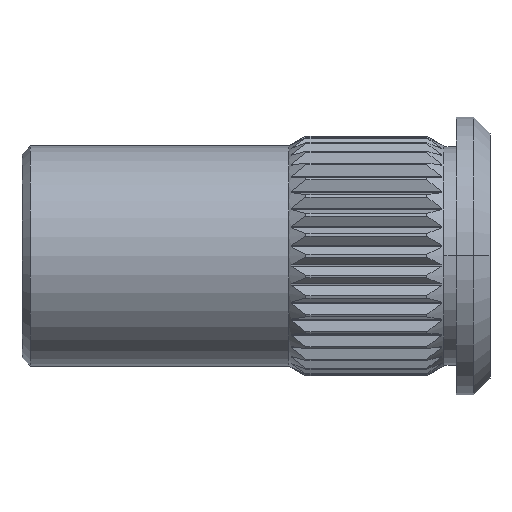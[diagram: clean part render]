
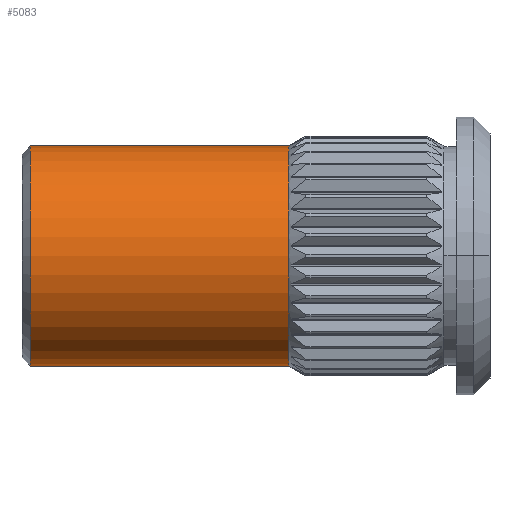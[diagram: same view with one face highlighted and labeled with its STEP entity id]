
A CAD part, top view. The second image highlights one B-rep face of the part: STEP entity #5083.
In plain terms, the highlighted cylindrical face has radius 3.34 mm (diameter 6.68 mm), a partial arc.
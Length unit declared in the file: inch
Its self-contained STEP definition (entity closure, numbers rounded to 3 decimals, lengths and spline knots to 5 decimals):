
#2133=CARTESIAN_POINT('',(-0.24016,0.,0.));
#2134=DIRECTION('',(1.,0.,0.));
#2135=DIRECTION('',(0.,1.,0.));
#2136=AXIS2_PLACEMENT_3D('',#2133,#2134,#2135);
#2138=CARTESIAN_POINT('',(-0.54921,0.,0.));
#2139=DIRECTION('',(-1.,0.,0.));
#2140=DIRECTION('',(0.,-1.,0.));
#2141=AXIS2_PLACEMENT_3D('',#2138,#2139,#2140);
#2148=DIRECTION('',(-1.,0.,0.));
#2149=VECTOR('',#2148,0.30906);
#2150=CARTESIAN_POINT('',(-0.24016,0.1315,0.));
#2151=LINE('',#2150,#2149);
#2157=DIRECTION('',(-1.,0.,0.));
#2158=VECTOR('',#2157,0.30906);
#2159=CARTESIAN_POINT('',(-0.24016,-0.1315,0.));
#2160=LINE('',#2159,#2158);
#2801=CARTESIAN_POINT('',(-0.54921,0.1315,0.));
#2802=CARTESIAN_POINT('',(-0.54921,-0.1315,0.));
#2803=VERTEX_POINT('',#2801);
#2804=VERTEX_POINT('',#2802);
#2805=CARTESIAN_POINT('',(-0.24016,0.1315,0.));
#2806=CARTESIAN_POINT('',(-0.24016,-0.1315,0.));
#2807=VERTEX_POINT('',#2805);
#2808=VERTEX_POINT('',#2806);
#5069=CARTESIAN_POINT('',(-0.58425,0.,0.));
#5070=DIRECTION('',(1.,0.,0.));
#5071=DIRECTION('',(0.,-1.,0.));
#5072=AXIS2_PLACEMENT_3D('',#5069,#5070,#5071);
#5073=CYLINDRICAL_SURFACE('',#5072,0.1315);
#5074=ORIENTED_EDGE('',*,*,#5062,.T.);
#5076=ORIENTED_EDGE('',*,*,#5075,.T.);
#5078=ORIENTED_EDGE('',*,*,#5077,.T.);
#5080=ORIENTED_EDGE('',*,*,#5079,.F.);
#5081=EDGE_LOOP('',(#5074,#5076,#5078,#5080));
#5082=FACE_OUTER_BOUND('',#5081,.F.);
#5083=ADVANCED_FACE('',(#5082),#5073,.T.);
#2137=CIRCLE('',#2136,0.1315);
#2142=CIRCLE('',#2141,0.1315);
#5062=EDGE_CURVE('',#2807,#2808,#2137,.T.);
#5075=EDGE_CURVE('',#2808,#2804,#2160,.T.);
#5077=EDGE_CURVE('',#2804,#2803,#2142,.T.);
#5079=EDGE_CURVE('',#2807,#2803,#2151,.T.);
